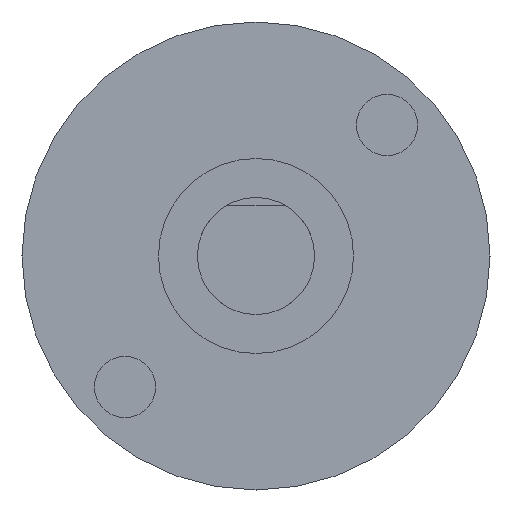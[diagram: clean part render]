
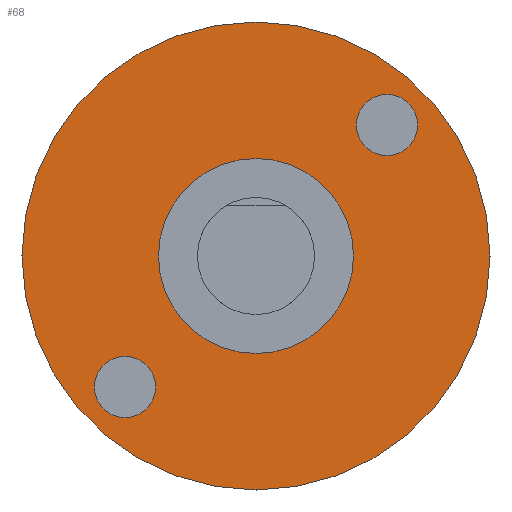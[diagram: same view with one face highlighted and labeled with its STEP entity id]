
A CAD part, front view. The second image highlights one B-rep face of the part: STEP entity #68.
In plain terms, the highlighted planar face has unit normal (0, -1, 0).
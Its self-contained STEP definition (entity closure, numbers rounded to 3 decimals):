
#68 = ADVANCED_FACE( '', ( #156, #157, #158, #159 ), #160, .T. );
#156 = FACE_BOUND( '', #275, .T. );
#157 = FACE_BOUND( '', #276, .T. );
#158 = FACE_OUTER_BOUND( '', #277, .T. );
#159 = FACE_BOUND( '', #278, .T. );
#160 = PLANE( '', #279 );
#275 = EDGE_LOOP( '', ( #414 ) );
#276 = EDGE_LOOP( '', ( #415 ) );
#277 = EDGE_LOOP( '', ( #416 ) );
#278 = EDGE_LOOP( '', ( #417 ) );
#279 = AXIS2_PLACEMENT_3D( '', #418, #419, #420 );
#414 = ORIENTED_EDGE( '', *, *, #636, .T. );
#415 = ORIENTED_EDGE( '', *, *, #637, .T. );
#416 = ORIENTED_EDGE( '', *, *, #638, .T. );
#417 = ORIENTED_EDGE( '', *, *, #639, .F. );
#418 = CARTESIAN_POINT( '', ( 0., 0., 2.5 ) );
#419 = DIRECTION( '', ( 0., -1., 0. ) );
#420 = DIRECTION( '', ( 0., 0., -1. ) );
#636 = EDGE_CURVE( '', #745, #745, #746, .T. );
#637 = EDGE_CURVE( '', #747, #747, #748, .T. );
#638 = EDGE_CURVE( '', #749, #749, #750, .T. );
#639 = EDGE_CURVE( '', #751, #751, #752, .T. );
#745 = VERTEX_POINT( '', #893 );
#746 = CIRCLE( '', #894, 0.784 );
#747 = VERTEX_POINT( '', #895 );
#748 = CIRCLE( '', #896, 0.784 );
#749 = VERTEX_POINT( '', #897 );
#750 = CIRCLE( '', #898, 6. );
#751 = VERTEX_POINT( '', #899 );
#752 = CIRCLE( '', #900, 2.5 );
#893 = CARTESIAN_POINT( '', ( 3.359, 0., 2.575 ) );
#894 = AXIS2_PLACEMENT_3D( '', #1023, #1024, #1025 );
#895 = CARTESIAN_POINT( '', ( -3.359, 0., -4.142 ) );
#896 = AXIS2_PLACEMENT_3D( '', #1026, #1027, #1028 );
#897 = CARTESIAN_POINT( '', ( 0., 0., -6. ) );
#898 = AXIS2_PLACEMENT_3D( '', #1029, #1030, #1031 );
#899 = CARTESIAN_POINT( '', ( 0., 0., -2.5 ) );
#900 = AXIS2_PLACEMENT_3D( '', #1032, #1033, #1034 );
#1023 = CARTESIAN_POINT( '', ( 3.359, 0., 3.359 ) );
#1024 = DIRECTION( '', ( 0., 1., 0. ) );
#1025 = DIRECTION( '', ( 0., 0., -1. ) );
#1026 = CARTESIAN_POINT( '', ( -3.359, 0., -3.359 ) );
#1027 = DIRECTION( '', ( 0., 1., 0. ) );
#1028 = DIRECTION( '', ( 0., 0., -1. ) );
#1029 = CARTESIAN_POINT( '', ( 0., 0., 0. ) );
#1030 = DIRECTION( '', ( 0., -1., 0. ) );
#1031 = DIRECTION( '', ( 0., 0., -1. ) );
#1032 = CARTESIAN_POINT( '', ( 0., 0., 0. ) );
#1033 = DIRECTION( '', ( 0., -1., 0. ) );
#1034 = DIRECTION( '', ( 0., 0., -1. ) );
